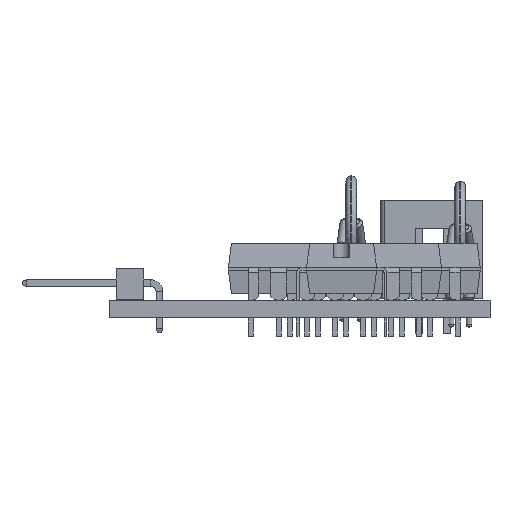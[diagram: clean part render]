
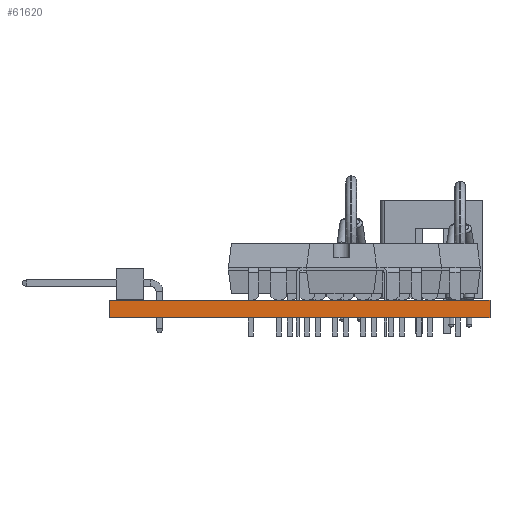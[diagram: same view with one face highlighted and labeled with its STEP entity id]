
A CAD part, front view. The second image highlights one B-rep face of the part: STEP entity #61620.
In plain terms, the highlighted planar face has unit normal (0, -1, 0).
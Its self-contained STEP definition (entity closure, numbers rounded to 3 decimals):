
#61620 = ADVANCED_FACE('',(#61621),#61635,.T.);
#61621 = FACE_BOUND('',#61622,.T.);
#61622 = EDGE_LOOP('',(#61623,#61658,#61686,#61714));
#61623 = ORIENTED_EDGE('',*,*,#61624,.T.);
#61624 = EDGE_CURVE('',#61625,#61627,#61629,.T.);
#61625 = VERTEX_POINT('',#61626);
#61626 = CARTESIAN_POINT('',(172.187,-154.61,0.));
#61627 = VERTEX_POINT('',#61628);
#61628 = CARTESIAN_POINT('',(172.187,-154.61,1.58));
#61629 = SURFACE_CURVE('',#61630,(#61634,#61646),.PCURVE_S1.);
#61630 = LINE('',#61631,#61632);
#61631 = CARTESIAN_POINT('',(172.187,-154.61,0.));
#61632 = VECTOR('',#61633,1.);
#61633 = DIRECTION('',(0.,0.,1.));
#61634 = PCURVE('',#61635,#61640);
#61635 = PLANE('',#61636);
#61636 = AXIS2_PLACEMENT_3D('',#61637,#61638,#61639);
#61637 = CARTESIAN_POINT('',(172.187,-154.61,0.));
#61638 = DIRECTION('',(0.,-1.,0.));
#61639 = DIRECTION('',(-1.,0.,0.));
#61640 = DEFINITIONAL_REPRESENTATION('',(#61641),#61645);
#61641 = LINE('',#61642,#61643);
#61642 = CARTESIAN_POINT('',(0.,-0.));
#61643 = VECTOR('',#61644,1.);
#61644 = DIRECTION('',(0.,-1.));
#61645 = ( GEOMETRIC_REPRESENTATION_CONTEXT(2) 
PARAMETRIC_REPRESENTATION_CONTEXT() REPRESENTATION_CONTEXT('2D SPACE',''
  ) );
#61646 = PCURVE('',#61647,#61652);
#61647 = PLANE('',#61648);
#61648 = AXIS2_PLACEMENT_3D('',#61649,#61650,#61651);
#61649 = CARTESIAN_POINT('',(172.187,-44.653,0.));
#61650 = DIRECTION('',(1.,0.,-0.));
#61651 = DIRECTION('',(0.,-1.,0.));
#61652 = DEFINITIONAL_REPRESENTATION('',(#61653),#61657);
#61653 = LINE('',#61654,#61655);
#61654 = CARTESIAN_POINT('',(109.957,0.));
#61655 = VECTOR('',#61656,1.);
#61656 = DIRECTION('',(0.,-1.));
#61657 = ( GEOMETRIC_REPRESENTATION_CONTEXT(2) 
PARAMETRIC_REPRESENTATION_CONTEXT() REPRESENTATION_CONTEXT('2D SPACE',''
  ) );
#61658 = ORIENTED_EDGE('',*,*,#61659,.T.);
#61659 = EDGE_CURVE('',#61627,#61660,#61662,.T.);
#61660 = VERTEX_POINT('',#61661);
#61661 = CARTESIAN_POINT('',(137.744,-154.61,1.58));
#61662 = SURFACE_CURVE('',#61663,(#61667,#61674),.PCURVE_S1.);
#61663 = LINE('',#61664,#61665);
#61664 = CARTESIAN_POINT('',(172.187,-154.61,1.58));
#61665 = VECTOR('',#61666,1.);
#61666 = DIRECTION('',(-1.,0.,0.));
#61667 = PCURVE('',#61635,#61668);
#61668 = DEFINITIONAL_REPRESENTATION('',(#61669),#61673);
#61669 = LINE('',#61670,#61671);
#61670 = CARTESIAN_POINT('',(0.,-1.58));
#61671 = VECTOR('',#61672,1.);
#61672 = DIRECTION('',(1.,0.));
#61673 = ( GEOMETRIC_REPRESENTATION_CONTEXT(2) 
PARAMETRIC_REPRESENTATION_CONTEXT() REPRESENTATION_CONTEXT('2D SPACE',''
  ) );
#61674 = PCURVE('',#61675,#61680);
#61675 = PLANE('',#61676);
#61676 = AXIS2_PLACEMENT_3D('',#61677,#61678,#61679);
#61677 = CARTESIAN_POINT('',(154.965,-99.632,1.58));
#61678 = DIRECTION('',(-0.,-0.,-1.));
#61679 = DIRECTION('',(-1.,0.,0.));
#61680 = DEFINITIONAL_REPRESENTATION('',(#61681),#61685);
#61681 = LINE('',#61682,#61683);
#61682 = CARTESIAN_POINT('',(-17.221,-54.978));
#61683 = VECTOR('',#61684,1.);
#61684 = DIRECTION('',(1.,0.));
#61685 = ( GEOMETRIC_REPRESENTATION_CONTEXT(2) 
PARAMETRIC_REPRESENTATION_CONTEXT() REPRESENTATION_CONTEXT('2D SPACE',''
  ) );
#61686 = ORIENTED_EDGE('',*,*,#61687,.F.);
#61687 = EDGE_CURVE('',#61688,#61660,#61690,.T.);
#61688 = VERTEX_POINT('',#61689);
#61689 = CARTESIAN_POINT('',(137.744,-154.61,0.));
#61690 = SURFACE_CURVE('',#61691,(#61695,#61702),.PCURVE_S1.);
#61691 = LINE('',#61692,#61693);
#61692 = CARTESIAN_POINT('',(137.744,-154.61,0.));
#61693 = VECTOR('',#61694,1.);
#61694 = DIRECTION('',(0.,0.,1.));
#61695 = PCURVE('',#61635,#61696);
#61696 = DEFINITIONAL_REPRESENTATION('',(#61697),#61701);
#61697 = LINE('',#61698,#61699);
#61698 = CARTESIAN_POINT('',(34.442,0.));
#61699 = VECTOR('',#61700,1.);
#61700 = DIRECTION('',(0.,-1.));
#61701 = ( GEOMETRIC_REPRESENTATION_CONTEXT(2) 
PARAMETRIC_REPRESENTATION_CONTEXT() REPRESENTATION_CONTEXT('2D SPACE',''
  ) );
#61702 = PCURVE('',#61703,#61708);
#61703 = PLANE('',#61704);
#61704 = AXIS2_PLACEMENT_3D('',#61705,#61706,#61707);
#61705 = CARTESIAN_POINT('',(137.744,-154.61,0.));
#61706 = DIRECTION('',(-1.,0.,0.));
#61707 = DIRECTION('',(0.,1.,0.));
#61708 = DEFINITIONAL_REPRESENTATION('',(#61709),#61713);
#61709 = LINE('',#61710,#61711);
#61710 = CARTESIAN_POINT('',(0.,0.));
#61711 = VECTOR('',#61712,1.);
#61712 = DIRECTION('',(0.,-1.));
#61713 = ( GEOMETRIC_REPRESENTATION_CONTEXT(2) 
PARAMETRIC_REPRESENTATION_CONTEXT() REPRESENTATION_CONTEXT('2D SPACE',''
  ) );
#61714 = ORIENTED_EDGE('',*,*,#61715,.F.);
#61715 = EDGE_CURVE('',#61625,#61688,#61716,.T.);
#61716 = SURFACE_CURVE('',#61717,(#61721,#61728),.PCURVE_S1.);
#61717 = LINE('',#61718,#61719);
#61718 = CARTESIAN_POINT('',(172.187,-154.61,0.));
#61719 = VECTOR('',#61720,1.);
#61720 = DIRECTION('',(-1.,0.,0.));
#61721 = PCURVE('',#61635,#61722);
#61722 = DEFINITIONAL_REPRESENTATION('',(#61723),#61727);
#61723 = LINE('',#61724,#61725);
#61724 = CARTESIAN_POINT('',(0.,-0.));
#61725 = VECTOR('',#61726,1.);
#61726 = DIRECTION('',(1.,0.));
#61727 = ( GEOMETRIC_REPRESENTATION_CONTEXT(2) 
PARAMETRIC_REPRESENTATION_CONTEXT() REPRESENTATION_CONTEXT('2D SPACE',''
  ) );
#61728 = PCURVE('',#61729,#61734);
#61729 = PLANE('',#61730);
#61730 = AXIS2_PLACEMENT_3D('',#61731,#61732,#61733);
#61731 = CARTESIAN_POINT('',(154.965,-99.632,0.));
#61732 = DIRECTION('',(-0.,-0.,-1.));
#61733 = DIRECTION('',(-1.,0.,0.));
#61734 = DEFINITIONAL_REPRESENTATION('',(#61735),#61739);
#61735 = LINE('',#61736,#61737);
#61736 = CARTESIAN_POINT('',(-17.221,-54.978));
#61737 = VECTOR('',#61738,1.);
#61738 = DIRECTION('',(1.,0.));
#61739 = ( GEOMETRIC_REPRESENTATION_CONTEXT(2) 
PARAMETRIC_REPRESENTATION_CONTEXT() REPRESENTATION_CONTEXT('2D SPACE',''
  ) );
